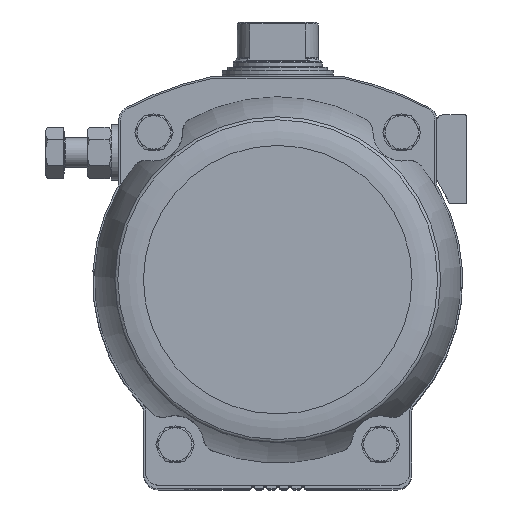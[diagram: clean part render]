
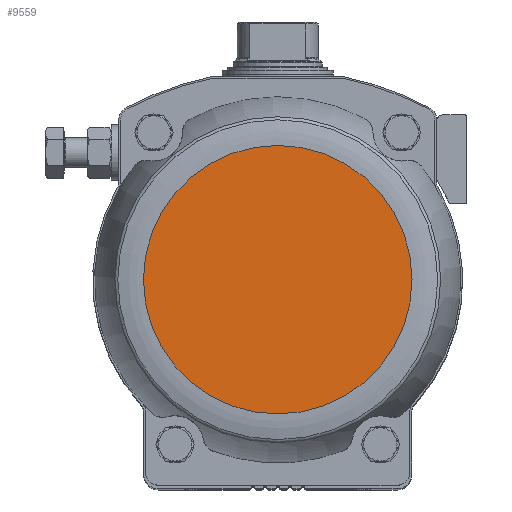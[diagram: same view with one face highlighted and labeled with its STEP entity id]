
A CAD part, top view. The second image highlights one B-rep face of the part: STEP entity #9559.
In plain terms, the highlighted planar face has unit normal (0, 0, 1).
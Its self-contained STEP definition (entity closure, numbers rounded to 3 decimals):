
#374=PLANE('',#10561);
#3203=ORIENTED_EDGE('',*,*,#5306,.T.);
#5306=EDGE_CURVE('',#6499,#6499,#7193,.T.);
#6499=VERTEX_POINT('',#16118);
#7193=CIRCLE('',#10560,72.59);
#7809=EDGE_LOOP('',(#3203));
#8664=FACE_BOUND('',#7809,.T.);
#9559=ADVANCED_FACE('',(#8664),#374,.F.);
#10560=AXIS2_PLACEMENT_3D('',#16117,#12626,#12627);
#10561=AXIS2_PLACEMENT_3D('',#16119,#12628,#12629);
#12626=DIRECTION('',(0.,0.,1.));
#12627=DIRECTION('',(1.,0.,0.));
#12628=DIRECTION('',(0.,0.,-1.));
#12629=DIRECTION('',(-1.,0.,0.));
#16117=CARTESIAN_POINT('',(0.,0.,234.8));
#16118=CARTESIAN_POINT('',(72.59,0.,234.8));
#16119=CARTESIAN_POINT('',(72.59,0.,234.8));
